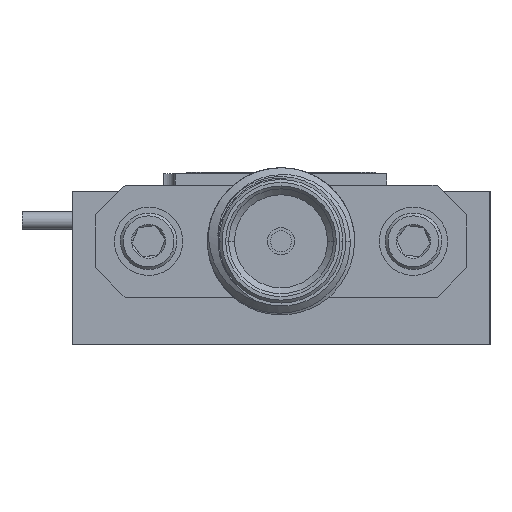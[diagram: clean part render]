
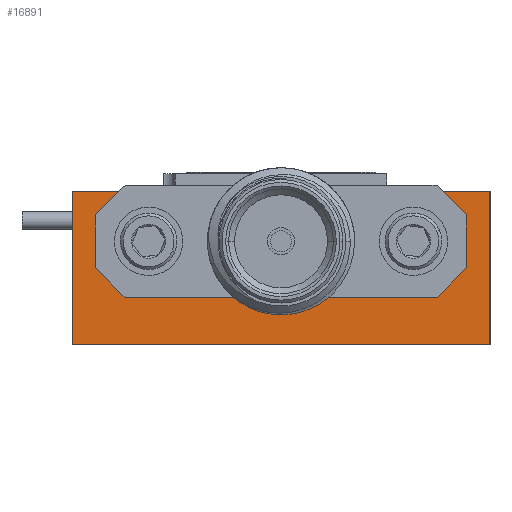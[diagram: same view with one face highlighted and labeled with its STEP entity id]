
A CAD part, left-side view. The second image highlights one B-rep face of the part: STEP entity #16891.
In plain terms, the highlighted planar face has unit normal (-1, 0, 0).
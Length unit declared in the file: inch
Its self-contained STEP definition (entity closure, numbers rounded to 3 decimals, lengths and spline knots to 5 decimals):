
#1239 = CARTESIAN_POINT ( 'NONE',  ( 0., 0.18, -0.135 ) ) ;
#1535 = VECTOR ( 'NONE', #48529, 39.37008 ) ;
#1884 = ORIENTED_EDGE ( 'NONE', *, *, #8162, .T. ) ;
#2576 = CARTESIAN_POINT ( 'NONE',  ( 0., -0.355, 0.13 ) ) ;
#4950 = LINE ( 'NONE', #16363, #14652 ) ;
#5485 = VERTEX_POINT ( 'NONE', #13327 ) ;
#5570 = CARTESIAN_POINT ( 'NONE',  ( 0., -0.355, 0.13 ) ) ;
#5941 = ORIENTED_EDGE ( 'NONE', *, *, #8220, .F. ) ;
#6099 = DIRECTION ( 'NONE',  ( 0., -1., 0. ) ) ;
#6160 = DIRECTION ( 'NONE',  ( 0., 0., 1. ) ) ;
#6256 = EDGE_LOOP ( 'NONE', ( #42464, #45714, #5941, #1884, #31242, #30446, #10702, #44461, #19646, #31515, #26850, #30460 ) ) ;
#6360 = LINE ( 'NONE', #14478, #32991 ) ;
#6990 = VERTEX_POINT ( 'NONE', #29488 ) ;
#7059 = CARTESIAN_POINT ( 'NONE',  ( 0., -0.355, 0.13 ) ) ;
#7545 = EDGE_CURVE ( 'NONE', #6990, #9565, #46979, .T. ) ;
#7816 = FACE_OUTER_BOUND ( 'NONE', #6256, .T. ) ;
#7900 = VERTEX_POINT ( 'NONE', #38382 ) ;
#8162 = EDGE_CURVE ( 'NONE', #23290, #43477, #4950, .T. ) ;
#8220 = EDGE_CURVE ( 'NONE', #23290, #48044, #13785, .T. ) ;
#8233 = CARTESIAN_POINT ( 'NONE',  ( 0., 0.18, 0.225 ) ) ;
#8857 = DIRECTION ( 'NONE',  ( 0., 0.707, 0.707 ) ) ;
#9151 = EDGE_CURVE ( 'NONE', #20680, #43308, #17710, .T. ) ;
#9482 = DIRECTION ( 'NONE',  ( 0., 0.707, -0.707 ) ) ;
#9565 = VERTEX_POINT ( 'NONE', #46190 ) ;
#9751 = CARTESIAN_POINT ( 'NONE',  ( 0., -0.315, 0.09 ) ) ;
#10552 = VECTOR ( 'NONE', #30788, 39.37008 ) ;
#10662 = DIRECTION ( 'NONE',  ( 0., 0., -1. ) ) ;
#10694 = LINE ( 'NONE', #2576, #28195 ) ;
#10702 = ORIENTED_EDGE ( 'NONE', *, *, #47605, .F. ) ;
#10867 = DIRECTION ( 'NONE',  ( 0., 1., 0. ) ) ;
#13327 = CARTESIAN_POINT ( 'NONE',  ( 0., 0.355, -0.13 ) ) ;
#13785 = LINE ( 'NONE', #17571, #34064 ) ;
#14103 = LINE ( 'NONE', #18678, #34773 ) ;
#14478 = CARTESIAN_POINT ( 'NONE',  ( 0., -0.355, 0.13 ) ) ;
#14652 = VECTOR ( 'NONE', #9482, 39.37008 ) ;
#14752 = DIRECTION ( 'NONE',  ( 0., 0., -1. ) ) ;
#15065 = EDGE_CURVE ( 'NONE', #5485, #15805, #49669, .T. ) ;
#15805 = VERTEX_POINT ( 'NONE', #21965 ) ;
#16363 = CARTESIAN_POINT ( 'NONE',  ( 0., -0.18, -0.135 ) ) ;
#16891 = ADVANCED_FACE ( 'NONE', ( #7816 ), #22778, .F. ) ;
#17571 = CARTESIAN_POINT ( 'NONE',  ( 0., -0.315, 0.14 ) ) ;
#17710 = LINE ( 'NONE', #48849, #48465 ) ;
#18678 = CARTESIAN_POINT ( 'NONE',  ( 0., 0.315, 0.14 ) ) ;
#19646 = ORIENTED_EDGE ( 'NONE', *, *, #34154, .F. ) ;
#19936 = EDGE_CURVE ( 'NONE', #43308, #15805, #10694, .T. ) ;
#20680 = VERTEX_POINT ( 'NONE', #43111 ) ;
#20749 = LINE ( 'NONE', #1239, #33790 ) ;
#21965 = CARTESIAN_POINT ( 'NONE',  ( 0., -0.355, -0.13 ) ) ;
#22216 = EDGE_CURVE ( 'NONE', #41234, #5485, #38758, .T. ) ;
#22253 = VECTOR ( 'NONE', #27701, 39.37008 ) ;
#22396 = AXIS2_PLACEMENT_3D ( 'NONE', #7059, #30633, #10867 ) ;
#22778 = PLANE ( 'NONE',  #22396 ) ;
#22923 = CARTESIAN_POINT ( 'NONE',  ( 0., 0.355, 0.13 ) ) ;
#23290 = VERTEX_POINT ( 'NONE', #35036 ) ;
#24773 = EDGE_CURVE ( 'NONE', #7900, #43477, #36022, .T. ) ;
#24921 = VECTOR ( 'NONE', #10662, 39.37008 ) ;
#26350 = CARTESIAN_POINT ( 'NONE',  ( 0., -0.355, -0.13 ) ) ;
#26850 = ORIENTED_EDGE ( 'NONE', *, *, #15065, .T. ) ;
#27701 = DIRECTION ( 'NONE',  ( 0., -1., 0. ) ) ;
#28195 = VECTOR ( 'NONE', #14752, 39.37008 ) ;
#29488 = CARTESIAN_POINT ( 'NONE',  ( 0., 0.315, 0.09 ) ) ;
#30394 = EDGE_CURVE ( 'NONE', #7900, #41776, #20749, .T. ) ;
#30446 = ORIENTED_EDGE ( 'NONE', *, *, #30394, .T. ) ;
#30460 = ORIENTED_EDGE ( 'NONE', *, *, #19936, .F. ) ;
#30633 = DIRECTION ( 'NONE',  ( 1., 0., 0. ) ) ;
#30788 = DIRECTION ( 'NONE',  ( 0., -0.707, 0.707 ) ) ;
#31242 = ORIENTED_EDGE ( 'NONE', *, *, #24773, .F. ) ;
#31515 = ORIENTED_EDGE ( 'NONE', *, *, #22216, .T. ) ;
#32991 = VECTOR ( 'NONE', #6099, 39.37008 ) ;
#33078 = LINE ( 'NONE', #49023, #1535 ) ;
#33790 = VECTOR ( 'NONE', #8857, 39.37008 ) ;
#34064 = VECTOR ( 'NONE', #6160, 39.37008 ) ;
#34154 = EDGE_CURVE ( 'NONE', #41234, #9565, #6360, .T. ) ;
#34773 = VECTOR ( 'NONE', #41962, 39.37008 ) ;
#35036 = CARTESIAN_POINT ( 'NONE',  ( 0., -0.315, 0. ) ) ;
#36022 = LINE ( 'NONE', #43644, #22253 ) ;
#38382 = CARTESIAN_POINT ( 'NONE',  ( 0., 0.265, -0.05 ) ) ;
#38758 = LINE ( 'NONE', #45357, #24921 ) ;
#39296 = VECTOR ( 'NONE', #45608, 39.37008 ) ;
#40996 = DIRECTION ( 'NONE',  ( 0., -1., 0. ) ) ;
#41234 = VERTEX_POINT ( 'NONE', #22923 ) ;
#41364 = CARTESIAN_POINT ( 'NONE',  ( 0., 0.315, 0. ) ) ;
#41776 = VERTEX_POINT ( 'NONE', #41364 ) ;
#41962 = DIRECTION ( 'NONE',  ( 0., 0., -1. ) ) ;
#42032 = CARTESIAN_POINT ( 'NONE',  ( 0., -0.265, -0.05 ) ) ;
#42215 = EDGE_CURVE ( 'NONE', #20680, #48044, #33078, .T. ) ;
#42464 = ORIENTED_EDGE ( 'NONE', *, *, #9151, .F. ) ;
#43111 = CARTESIAN_POINT ( 'NONE',  ( 0., -0.275, 0.13 ) ) ;
#43308 = VERTEX_POINT ( 'NONE', #5570 ) ;
#43477 = VERTEX_POINT ( 'NONE', #42032 ) ;
#43644 = CARTESIAN_POINT ( 'NONE',  ( 0., -0.315, -0.05 ) ) ;
#44461 = ORIENTED_EDGE ( 'NONE', *, *, #7545, .T. ) ;
#45357 = CARTESIAN_POINT ( 'NONE',  ( 0., 0.355, 0.13 ) ) ;
#45608 = DIRECTION ( 'NONE',  ( 0., -1., 0. ) ) ;
#45714 = ORIENTED_EDGE ( 'NONE', *, *, #42215, .T. ) ;
#46190 = CARTESIAN_POINT ( 'NONE',  ( 0., 0.275, 0.13 ) ) ;
#46979 = LINE ( 'NONE', #8233, #10552 ) ;
#47605 = EDGE_CURVE ( 'NONE', #6990, #41776, #14103, .T. ) ;
#48044 = VERTEX_POINT ( 'NONE', #9751 ) ;
#48465 = VECTOR ( 'NONE', #40996, 39.37008 ) ;
#48529 = DIRECTION ( 'NONE',  ( 0., -0.707, -0.707 ) ) ;
#48849 = CARTESIAN_POINT ( 'NONE',  ( 0., -0.355, 0.13 ) ) ;
#49023 = CARTESIAN_POINT ( 'NONE',  ( 0., -0.18, 0.225 ) ) ;
#49669 = LINE ( 'NONE', #26350, #39296 ) ;
